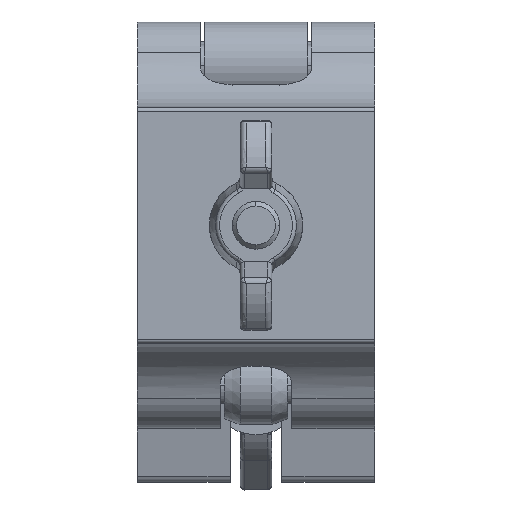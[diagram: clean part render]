
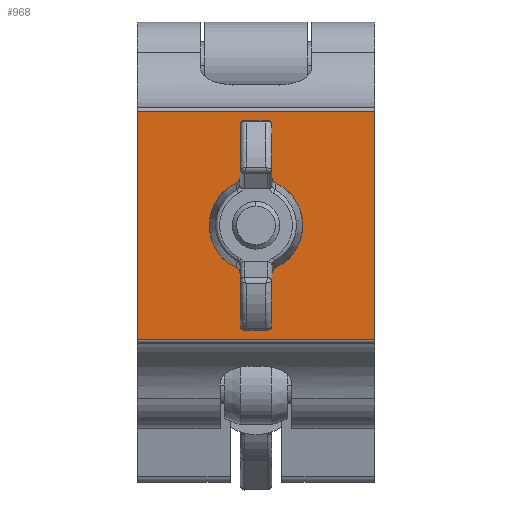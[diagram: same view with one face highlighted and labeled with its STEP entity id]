
A CAD part, front view. The second image highlights one B-rep face of the part: STEP entity #968.
In plain terms, the highlighted planar face has unit normal (0, -1, 0).
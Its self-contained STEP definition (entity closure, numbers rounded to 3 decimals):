
#150 = ORIENTED_EDGE ( 'NONE', *, *, #2834, .T. ) ;
#608 = CARTESIAN_POINT ( 'NONE',  ( 14.95, 0., -14.866 ) ) ;
#867 = CARTESIAN_POINT ( 'NONE',  ( 14.95, 0., -14.366 ) ) ;
#968 = ADVANCED_FACE ( 'NONE', ( #20089, #7920 ), #7678, .F. ) ;
#1506 = VERTEX_POINT ( 'NONE', #9389 ) ;
#1929 = EDGE_CURVE ( 'NONE', #20760, #3676, #19538, .T. ) ;
#2807 = AXIS2_PLACEMENT_3D ( 'NONE', #21965, #9795, #15017 ) ;
#2834 = EDGE_CURVE ( 'NONE', #1506, #21749, #4091, .T. ) ;
#3372 = CARTESIAN_POINT ( 'NONE',  ( 0., 0., 0. ) ) ;
#3676 = VERTEX_POINT ( 'NONE', #15431 ) ;
#4008 = CARTESIAN_POINT ( 'NONE',  ( 14.95, 0., 14.366 ) ) ;
#4091 = CIRCLE ( 'NONE', #2807, 3.25 ) ;
#4791 = VECTOR ( 'NONE', #17441, 1000. ) ;
#4882 = VECTOR ( 'NONE', #13856, 1000. ) ;
#5262 = DIRECTION ( 'NONE',  ( 0., 1., 0. ) ) ;
#5528 = AXIS2_PLACEMENT_3D ( 'NONE', #608, #12743, #14653 ) ;
#5534 = EDGE_CURVE ( 'NONE', #20760, #7269, #12415, .T. ) ;
#5632 = LINE ( 'NONE', #867, #8087 ) ;
#6400 = EDGE_CURVE ( 'NONE', #21749, #1506, #6688, .T. ) ;
#6688 = CIRCLE ( 'NONE', #9058, 3.25 ) ;
#7269 = VERTEX_POINT ( 'NONE', #7932 ) ;
#7678 = PLANE ( 'NONE',  #5528 ) ;
#7920 = FACE_OUTER_BOUND ( 'NONE', #22071, .T. ) ;
#7932 = CARTESIAN_POINT ( 'NONE',  ( 14.95, 0., -14.366 ) ) ;
#8087 = VECTOR ( 'NONE', #13079, 1000. ) ;
#8473 = DIRECTION ( 'NONE',  ( 0., 0., 1. ) ) ;
#8734 = CARTESIAN_POINT ( 'NONE',  ( -14.95, 0., -14.366 ) ) ;
#9044 = EDGE_LOOP ( 'NONE', ( #11924, #150 ) ) ;
#9058 = AXIS2_PLACEMENT_3D ( 'NONE', #3372, #5262, #8473 ) ;
#9389 = CARTESIAN_POINT ( 'NONE',  ( 0., 0., -3.25 ) ) ;
#9527 = ORIENTED_EDGE ( 'NONE', *, *, #10753, .T. ) ;
#9795 = DIRECTION ( 'NONE',  ( 0., 1., 0. ) ) ;
#10380 = CARTESIAN_POINT ( 'NONE',  ( -14.95, 0., -14.866 ) ) ;
#10753 = EDGE_CURVE ( 'NONE', #3676, #14864, #15755, .T. ) ;
#11924 = ORIENTED_EDGE ( 'NONE', *, *, #6400, .T. ) ;
#12158 = CARTESIAN_POINT ( 'NONE',  ( 14.95, 0., 14.366 ) ) ;
#12415 = LINE ( 'NONE', #16985, #4791 ) ;
#12743 = DIRECTION ( 'NONE',  ( 0., 1., 0. ) ) ;
#13079 = DIRECTION ( 'NONE',  ( 1., 0., 0. ) ) ;
#13776 = DIRECTION ( 'NONE',  ( 0., 0., -1. ) ) ;
#13856 = DIRECTION ( 'NONE',  ( -1., 0., 0. ) ) ;
#14341 = ORIENTED_EDGE ( 'NONE', *, *, #21406, .T. ) ;
#14653 = DIRECTION ( 'NONE',  ( 0., 0., 1. ) ) ;
#14864 = VERTEX_POINT ( 'NONE', #8734 ) ;
#14923 = ORIENTED_EDGE ( 'NONE', *, *, #1929, .T. ) ;
#15017 = DIRECTION ( 'NONE',  ( 0., 0., 1. ) ) ;
#15431 = CARTESIAN_POINT ( 'NONE',  ( -14.95, 0., 14.366 ) ) ;
#15755 = LINE ( 'NONE', #10380, #20052 ) ;
#16985 = CARTESIAN_POINT ( 'NONE',  ( 14.95, 0., -14.866 ) ) ;
#17441 = DIRECTION ( 'NONE',  ( 0., 0., -1. ) ) ;
#19277 = CARTESIAN_POINT ( 'NONE',  ( 0., 0., 3.25 ) ) ;
#19336 = ORIENTED_EDGE ( 'NONE', *, *, #5534, .F. ) ;
#19538 = LINE ( 'NONE', #12158, #4882 ) ;
#20052 = VECTOR ( 'NONE', #13776, 1000. ) ;
#20089 = FACE_BOUND ( 'NONE', #9044, .T. ) ;
#20760 = VERTEX_POINT ( 'NONE', #4008 ) ;
#21406 = EDGE_CURVE ( 'NONE', #14864, #7269, #5632, .T. ) ;
#21749 = VERTEX_POINT ( 'NONE', #19277 ) ;
#21965 = CARTESIAN_POINT ( 'NONE',  ( 0., 0., 0. ) ) ;
#22071 = EDGE_LOOP ( 'NONE', ( #9527, #14341, #19336, #14923 ) ) ;
